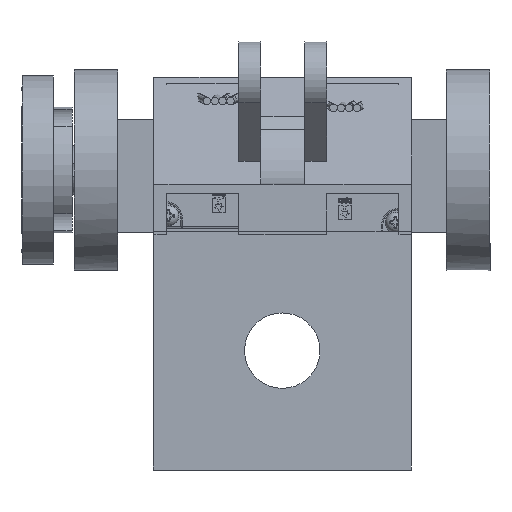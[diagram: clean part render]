
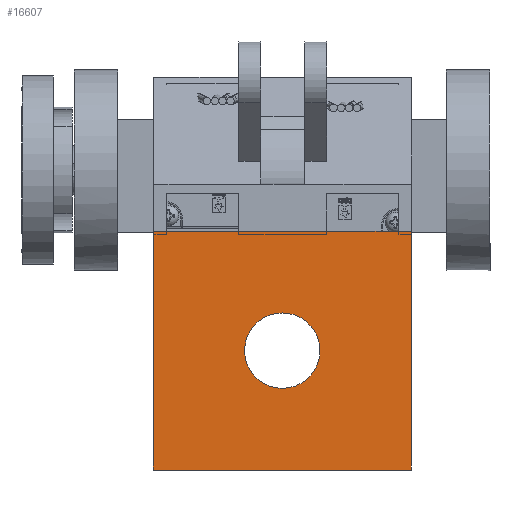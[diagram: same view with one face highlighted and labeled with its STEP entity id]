
A CAD part, front view. The second image highlights one B-rep face of the part: STEP entity #16607.
In plain terms, the highlighted face is planar.
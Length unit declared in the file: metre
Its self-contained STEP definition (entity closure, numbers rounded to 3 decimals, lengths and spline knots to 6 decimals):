
#1415=PLANE('',#20106);
#2577=LINE('',#33115,#3865);
#2585=LINE('',#33132,#3873);
#2587=LINE('',#33135,#3875);
#2590=LINE('',#33141,#3878);
#3865=VECTOR('',#23851,1.);
#3873=VECTOR('',#23861,1.);
#3875=VECTOR('',#23865,1.);
#3878=VECTOR('',#23870,1.);
#8066=ORIENTED_EDGE('',*,*,#10808,.T.);
#8067=ORIENTED_EDGE('',*,*,#10810,.F.);
#8068=ORIENTED_EDGE('',*,*,#10813,.F.);
#8069=ORIENTED_EDGE('',*,*,#10800,.T.);
#8070=ORIENTED_EDGE('',*,*,#10815,.F.);
#10800=EDGE_CURVE('',#12508,#12509,#2577,.T.);
#10808=EDGE_CURVE('',#12509,#12515,#2585,.T.);
#10810=EDGE_CURVE('',#12516,#12515,#2587,.T.);
#10813=EDGE_CURVE('',#12508,#12516,#2590,.T.);
#10815=EDGE_CURVE('',#12518,#12518,#13223,.T.);
#12508=VERTEX_POINT('',#33116);
#12509=VERTEX_POINT('',#33117);
#12515=VERTEX_POINT('',#33131);
#12516=VERTEX_POINT('',#33136);
#12518=VERTEX_POINT('',#33145);
#13223=CIRCLE('',#20105,0.006);
#14230=EDGE_LOOP('',(#8066,#8067,#8068,#8069));
#14231=EDGE_LOOP('',(#8070));
#15328=FACE_BOUND('',#14230,.T.);
#15329=FACE_BOUND('',#14231,.T.);
#16607=ADVANCED_FACE('',(#15328,#15329),#1415,.T.);
#20105=AXIS2_PLACEMENT_3D('',#33144,#23874,#23875);
#20106=AXIS2_PLACEMENT_3D('',#33146,#23876,#23877);
#23851=DIRECTION('',(0.,0.,-1.));
#23861=DIRECTION('',(0.,1.,0.));
#23865=DIRECTION('',(0.,0.,-1.));
#23870=DIRECTION('',(0.,1.,0.));
#23874=DIRECTION('',(1.,0.,0.));
#23875=DIRECTION('',(0.,0.,-1.));
#23876=DIRECTION('',(1.,0.,0.));
#23877=DIRECTION('',(0.,1.,0.));
#33115=CARTESIAN_POINT('',(0.025,-0.041,-0.019));
#33116=CARTESIAN_POINT('',(0.025,-0.041,0.));
#33117=CARTESIAN_POINT('',(0.025,-0.041,-0.038));
#33131=CARTESIAN_POINT('',(0.025,0.,-0.038));
#33132=CARTESIAN_POINT('',(0.025,-0.00175,-0.038));
#33135=CARTESIAN_POINT('',(0.025,0.,-0.019));
#33136=CARTESIAN_POINT('',(0.025,0.,0.));
#33141=CARTESIAN_POINT('',(0.025,-0.0205,0.));
#33144=CARTESIAN_POINT('',(0.025,-0.0205,-0.019));
#33145=CARTESIAN_POINT('',(0.025,-0.0205,-0.025));
#33146=CARTESIAN_POINT('',(0.025,-0.0205,-0.019));
